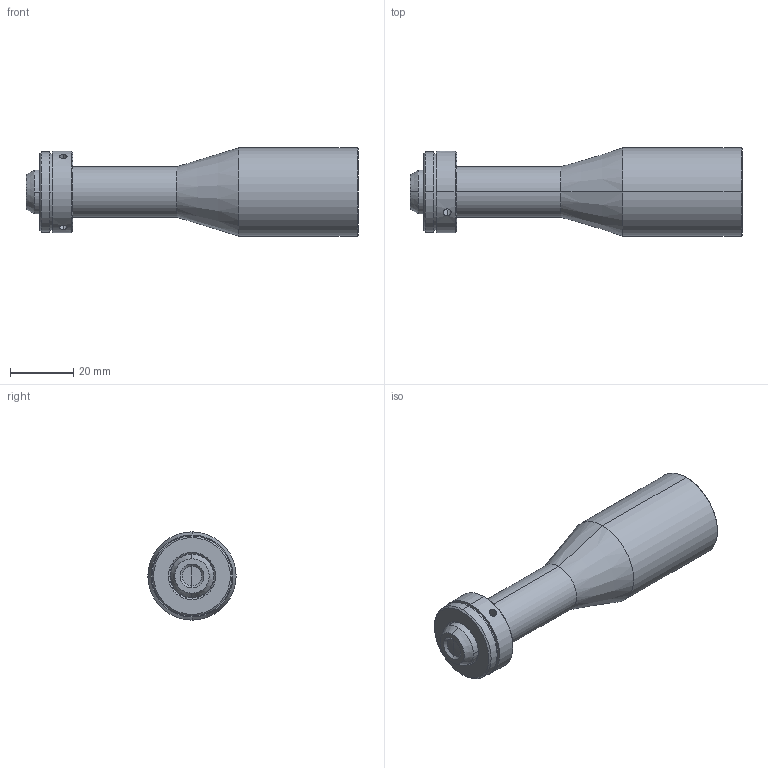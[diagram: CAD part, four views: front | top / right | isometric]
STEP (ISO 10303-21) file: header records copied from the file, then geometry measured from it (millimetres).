
FILE_DESCRIPTION (( 'STEP AP203' ), '1' );
FILE_NAME ('WWL06-65AT.STEP', '2019-12-03T06:24:21', ( 'Windows 蚚誧' ), ( '' ), 'SwSTEP 2.0', 'SolidWorks 2017', '' );
FILE_SCHEMA (( 'CONFIG_CONTROL_DESIGN' ));
Length unit declared in the file: millimetre
Products named in the file (1): WWL06-65AT
Bounding box: 105.39 x 28 x 28 mm (x, y, z)
Volume: 43370.6 mm3; surface area: 9131.1 mm2
Topology: 1 solids, 1 shells, 51 faces, 108 edges, 64 vertices
Faces by surface type: cone 23, cylinder 22, plane 6
Entity records: 1609 total; most frequent: CARTESIAN_POINT 436, DIRECTION 246, ORIENTED_EDGE 208, EDGE_CURVE 104, AXIS2_PLACEMENT_3D 102, VERTEX_POINT 64, EDGE_LOOP 60, FACE_OUTER_BOUND 51
